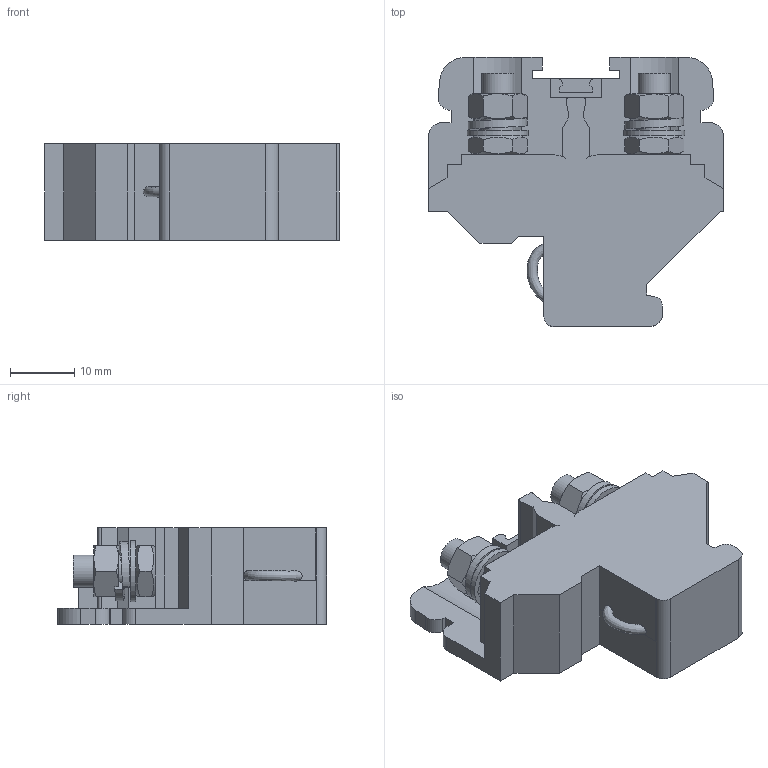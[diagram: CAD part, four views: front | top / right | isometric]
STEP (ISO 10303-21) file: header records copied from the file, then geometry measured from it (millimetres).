
FILE_DESCRIPTION(/* description */ ('Unknown'),/* implementation_level */ '2;1');
FILE_NAME(/* name */ 'CBTM5NV_3D_SOLID',/* time_stamp */ '2025-03-07T16:34:58+05:00',/* author */ ('Unknown'),/* organization */ ('Unknown'),/* preprocessor_version */ 'ST-DEVELOPER v16.7',/* originating_system */ 'Solid Edge',/* authorisation */ 'Unknown');
FILE_SCHEMA (('AUTOMOTIVE_DESIGN {1 0 10303 214 3 1 1}'));
Length unit declared in the file: millimetre
Products named in the file (1): CBTM5NV_3D_SOLID
Bounding box: 46 x 42 x 15 mm (x, y, z)
Volume: 14931.5 mm3; surface area: 6601.9 mm2
Topology: 1 solids, 1 shells, 156 faces, 434 edges, 291 vertices
Faces by surface type: plane 108, cylinder 31, cone 12, bspline 5
Full cylindrical faces by diameter (mm): 5 x4, 5.3 x2, 9.5 x2
Entity records: 6611 total; most frequent: CARTESIAN_POINT 1727, ORIENTED_EDGE 820, DIRECTION 693, EDGE_CURVE 410, VERTEX_POINT 282, LINE 261, VECTOR 261, AXIS2_PLACEMENT_3D 216
